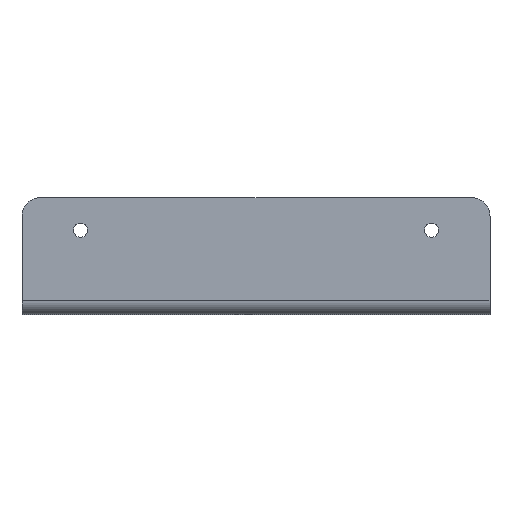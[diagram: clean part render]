
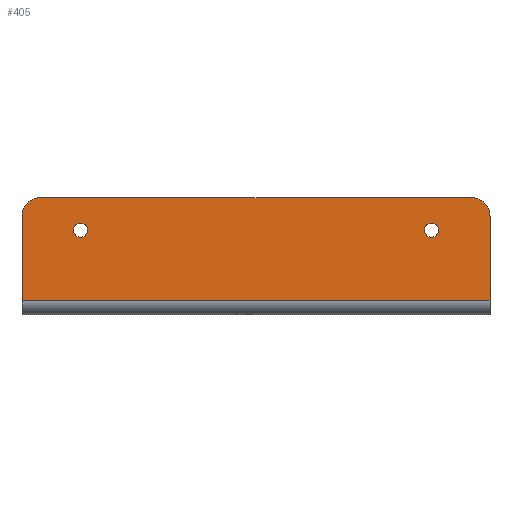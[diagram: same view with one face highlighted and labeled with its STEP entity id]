
A CAD part, left-side view. The second image highlights one B-rep face of the part: STEP entity #405.
In plain terms, the highlighted planar face has unit normal (-1, 0, 0).
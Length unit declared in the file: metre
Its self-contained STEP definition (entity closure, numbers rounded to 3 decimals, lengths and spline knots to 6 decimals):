
#34=CIRCLE('',#445,0.003);
#35=CIRCLE('',#446,0.003);
#36=CIRCLE('',#447,0.008);
#37=CIRCLE('',#448,0.008);
#70=ORIENTED_EDGE('',*,*,#174,.T.);
#71=ORIENTED_EDGE('',*,*,#175,.T.);
#72=ORIENTED_EDGE('',*,*,#168,.F.);
#73=ORIENTED_EDGE('',*,*,#176,.T.);
#74=ORIENTED_EDGE('',*,*,#170,.F.);
#75=ORIENTED_EDGE('',*,*,#177,.T.);
#76=ORIENTED_EDGE('',*,*,#162,.T.);
#77=ORIENTED_EDGE('',*,*,#178,.T.);
#162=EDGE_CURVE('',#214,#215,#250,.T.);
#168=EDGE_CURVE('',#220,#221,#256,.T.);
#170=EDGE_CURVE('',#222,#223,#258,.T.);
#174=EDGE_CURVE('',#226,#226,#34,.F.);
#175=EDGE_CURVE('',#227,#227,#35,.F.);
#176=EDGE_CURVE('',#220,#223,#36,.T.);
#177=EDGE_CURVE('',#222,#214,#37,.T.);
#178=EDGE_CURVE('',#215,#221,#262,.T.);
#214=VERTEX_POINT('',#624);
#215=VERTEX_POINT('',#625);
#220=VERTEX_POINT('',#636);
#221=VERTEX_POINT('',#638);
#222=VERTEX_POINT('',#642);
#223=VERTEX_POINT('',#643);
#226=VERTEX_POINT('',#651);
#227=VERTEX_POINT('',#653);
#250=LINE('',#623,#278);
#256=LINE('',#637,#284);
#258=LINE('',#641,#286);
#262=LINE('',#656,#290);
#278=VECTOR('',#495,1.);
#284=VECTOR('',#503,1.);
#286=VECTOR('',#507,1.);
#290=VECTOR('',#521,1.);
#309=EDGE_LOOP('',(#70));
#310=EDGE_LOOP('',(#71));
#311=EDGE_LOOP('',(#72,#73,#74,#75,#76,#77));
#351=FACE_BOUND('',#309,.T.);
#352=FACE_BOUND('',#310,.T.);
#353=FACE_BOUND('',#311,.T.);
#393=PLANE('',#444);
#405=ADVANCED_FACE('',(#351,#352,#353),#393,.T.);
#444=AXIS2_PLACEMENT_3D('',#649,#511,#512);
#445=AXIS2_PLACEMENT_3D('',#650,#513,#514);
#446=AXIS2_PLACEMENT_3D('',#652,#515,#516);
#447=AXIS2_PLACEMENT_3D('',#654,#517,#518);
#448=AXIS2_PLACEMENT_3D('',#655,#519,#520);
#495=DIRECTION('',(0.,0.,-1.));
#503=DIRECTION('',(0.,0.,-1.));
#507=DIRECTION('',(0.,-1.,0.));
#511=DIRECTION('',(-1.,0.,0.));
#512=DIRECTION('',(0.,0.,1.));
#513=DIRECTION('',(-1.,0.,0.));
#514=DIRECTION('',(0.,0.,1.));
#515=DIRECTION('',(-1.,0.,0.));
#516=DIRECTION('',(0.,0.,1.));
#517=DIRECTION('',(-1.,0.,0.));
#518=DIRECTION('',(0.,0.,1.));
#519=DIRECTION('',(-1.,0.,0.));
#520=DIRECTION('',(0.,0.,1.));
#521=DIRECTION('',(0.,-1.,0.));
#623=CARTESIAN_POINT('',(0.,0.,0.05));
#624=CARTESIAN_POINT('',(0.,0.,0.042));
#625=CARTESIAN_POINT('',(0.,0.,0.006));
#636=CARTESIAN_POINT('',(0.,-0.2,0.042));
#637=CARTESIAN_POINT('',(0.,-0.2,0.05));
#638=CARTESIAN_POINT('',(0.,-0.2,0.006));
#641=CARTESIAN_POINT('',(0.,0.,0.05));
#642=CARTESIAN_POINT('',(0.,-0.008,0.05));
#643=CARTESIAN_POINT('',(0.,-0.192,0.05));
#649=CARTESIAN_POINT('',(0.,0.,0.05));
#650=CARTESIAN_POINT('',(0.,-0.175,0.036));
#651=CARTESIAN_POINT('',(0.,-0.175,0.039));
#652=CARTESIAN_POINT('',(0.,-0.025,0.036));
#653=CARTESIAN_POINT('',(0.,-0.025,0.039));
#654=CARTESIAN_POINT('',(0.,-0.192,0.042));
#655=CARTESIAN_POINT('',(0.,-0.008,0.042));
#656=CARTESIAN_POINT('',(0.,0.,0.006));
